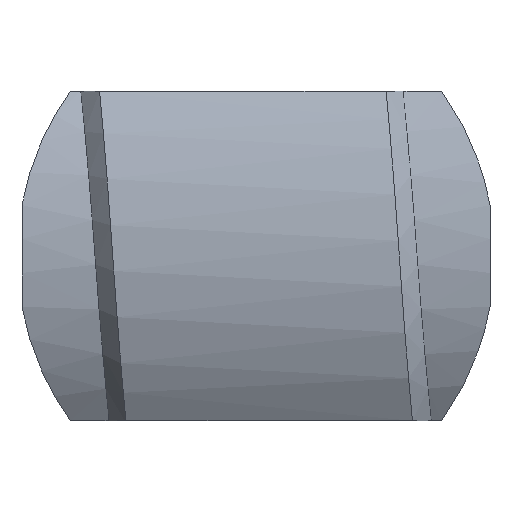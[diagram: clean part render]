
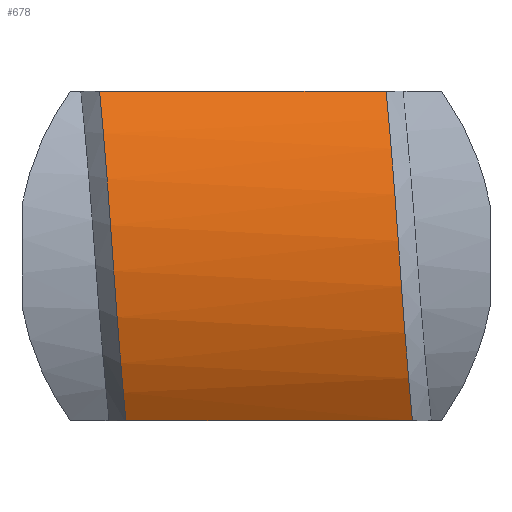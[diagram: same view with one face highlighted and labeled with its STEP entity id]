
A CAD part, top view. The second image highlights one B-rep face of the part: STEP entity #678.
In plain terms, the highlighted cylindrical face has radius 8.5 mm (diameter 17 mm), a partial arc.
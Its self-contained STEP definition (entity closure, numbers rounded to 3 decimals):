
#678 = ADVANCED_FACE( '', ( #772 ), #773, .T. );
#772 = FACE_OUTER_BOUND( '', #827, .T. );
#773 = CYLINDRICAL_SURFACE( '', #828, 8.5 );
#791 = EDGE_CURVE( '', #857, #855, #858, .T. );
#824 = EDGE_CURVE( '', #905, #903, #906, .T. );
#827 = EDGE_LOOP( '', ( #910, #911, #912, #913 ) );
#828 = AXIS2_PLACEMENT_3D( '', #914, #915, #916 );
#855 = VERTEX_POINT( '', #983 );
#857 = VERTEX_POINT( '', #988 );
#858 = ( BOUNDED_CURVE(  )B_SPLINE_CURVE( 2, ( #991, #992, #993, #994, #995 ), .UNSPECIFIED., .F., .F. )B_SPLINE_CURVE_WITH_KNOTS( ( 3, 2, 3 ), ( 0.003, 0.008, 0.013 ), .UNSPECIFIED. )CURVE(  )GEOMETRIC_REPRESENTATION_ITEM(  )RATIONAL_B_SPLINE_CURVE( ( 0.934, 0.926, 1., 0.926, 0.934 ) )REPRESENTATION_ITEM( '' ) );
#903 = VERTEX_POINT( '', #1099 );
#905 = VERTEX_POINT( '', #1104 );
#906 = ( BOUNDED_CURVE(  )B_SPLINE_CURVE( 2, ( #1107, #1108, #1109, #1110, #1111 ), .UNSPECIFIED., .F., .F. )B_SPLINE_CURVE_WITH_KNOTS( ( 3, 2, 3 ), ( 0.003, 0.008, 0.013 ), .UNSPECIFIED. )CURVE(  )GEOMETRIC_REPRESENTATION_ITEM(  )RATIONAL_B_SPLINE_CURVE( ( 0.934, 0.926, 1., 0.926, 0.934 ) )REPRESENTATION_ITEM( '' ) );
#910 = ORIENTED_EDGE( '', *, *, #1132, .T. );
#911 = ORIENTED_EDGE( '', *, *, #791, .T. );
#912 = ORIENTED_EDGE( '', *, *, #1133, .F. );
#913 = ORIENTED_EDGE( '', *, *, #824, .T. );
#914 = CARTESIAN_POINT( '', ( 16.685, 0., 0. ) );
#915 = DIRECTION( '', ( 1., 0., 0. ) );
#916 = DIRECTION( '', ( 0., 0., 1. ) );
#983 = CARTESIAN_POINT( '', ( -3.671, -4.65, 7.115 ) );
#988 = CARTESIAN_POINT( '', ( -4.412, 4.65, 7.115 ) );
#991 = CARTESIAN_POINT( '', ( -4.412, 4.65, 7.115 ) );
#992 = CARTESIAN_POINT( '', ( -4.213, 2.531, 8.5 ) );
#993 = CARTESIAN_POINT( '', ( -4.041, 0., 8.5 ) );
#994 = CARTESIAN_POINT( '', ( -3.869, -2.531, 8.5 ) );
#995 = CARTESIAN_POINT( '', ( -3.671, -4.65, 7.115 ) );
#1099 = CARTESIAN_POINT( '', ( 3.671, 4.65, 7.115 ) );
#1104 = CARTESIAN_POINT( '', ( 4.412, -4.65, 7.115 ) );
#1107 = CARTESIAN_POINT( '', ( 4.412, -4.65, 7.115 ) );
#1108 = CARTESIAN_POINT( '', ( 4.213, -2.531, 8.5 ) );
#1109 = CARTESIAN_POINT( '', ( 4.041, 0., 8.5 ) );
#1110 = CARTESIAN_POINT( '', ( 3.869, 2.531, 8.5 ) );
#1111 = CARTESIAN_POINT( '', ( 3.671, 4.65, 7.115 ) );
#1132 = EDGE_CURVE( '', #903, #857, #1180, .T. );
#1133 = EDGE_CURVE( '', #905, #855, #1181, .T. );
#1180 = LINE( '', #1182, #1183 );
#1181 = LINE( '', #1184, #1185 );
#1182 = CARTESIAN_POINT( '', ( 16.685, 4.65, 7.115 ) );
#1183 = VECTOR( '', #1186, 1000. );
#1184 = CARTESIAN_POINT( '', ( 16.685, -4.65, 7.115 ) );
#1185 = VECTOR( '', #1187, 1000. );
#1186 = DIRECTION( '', ( -1., 0., 0. ) );
#1187 = DIRECTION( '', ( -1., 0., 0. ) );
